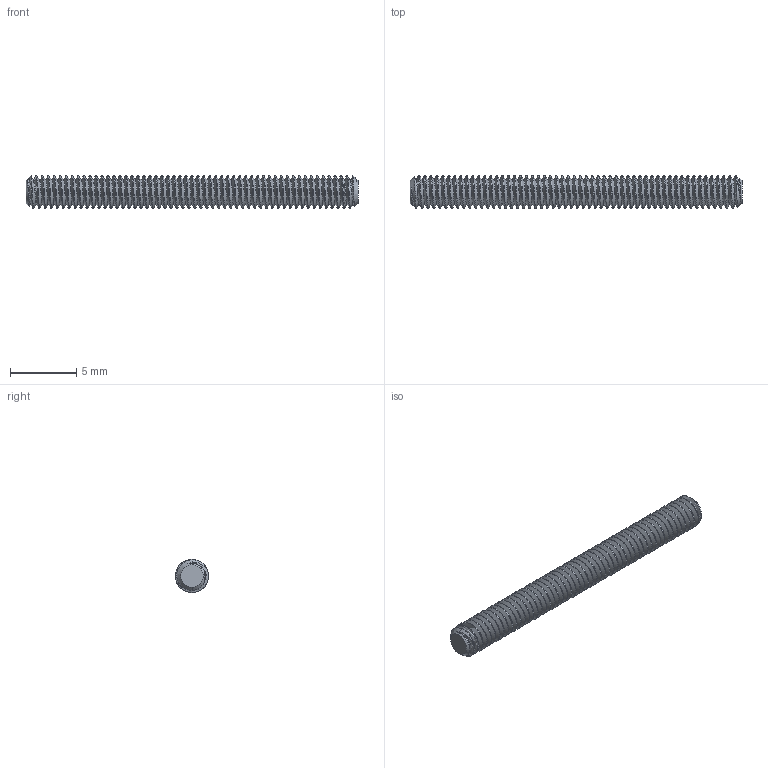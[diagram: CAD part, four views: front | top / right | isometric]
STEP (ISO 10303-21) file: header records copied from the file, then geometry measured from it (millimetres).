
FILE_DESCRIPTION (( 'STEP AP203' ), '1' );
FILE_NAME ('93805A628_18-8 Stainless Steel Threaded Rod.STEP', '2022-11-23T15:50:40', ( 'Administrator' ), ( 'Managed by Terraform' ), 'SwSTEP 2.0', 'SolidWorks 2017', '' );
FILE_SCHEMA (( 'CONFIG_CONTROL_DESIGN' ));
Length unit declared in the file: millimetre
Products named in the file (1): 93805A628_18-8 Stainless Steel Threaded Rod
Bounding box: 25 x 2.5 x 2.5 mm (x, y, z)
Volume: 96.4 mm3; surface area: 306.4 mm2
Topology: 1 solids, 1 shells, 119 faces, 351 edges, 234 vertices
Faces by surface type: cylinder 108, cone 6, bspline 3, plane 2
Entity records: 10525 total; most frequent: CARTESIAN_POINT 7956, ORIENTED_EDGE 702, DIRECTION 359, EDGE_CURVE 351, VERTEX_POINT 234, AXIS2_PLACEMENT_3D 123, FACE_OUTER_BOUND 119, ADVANCED_FACE 119
